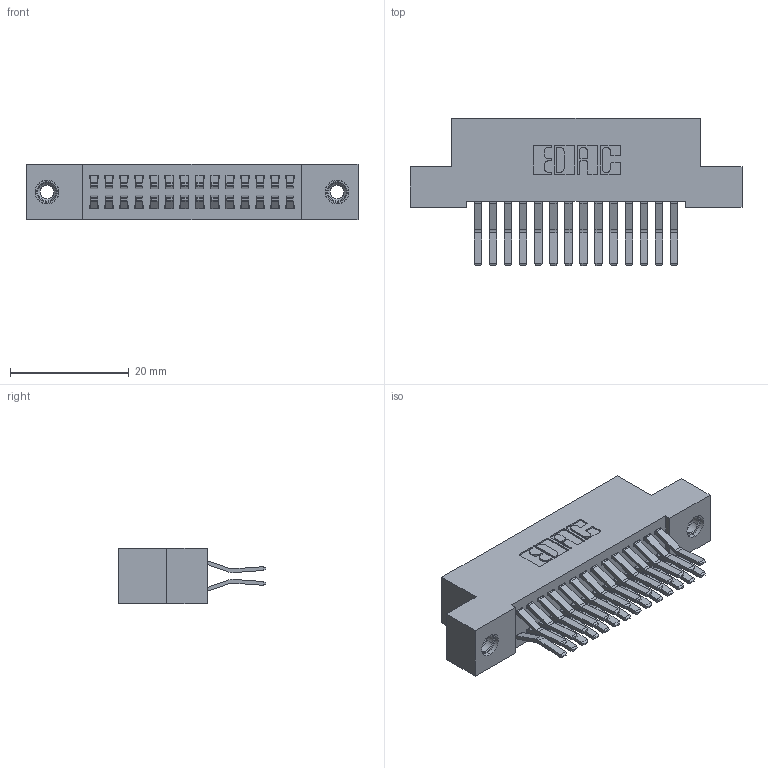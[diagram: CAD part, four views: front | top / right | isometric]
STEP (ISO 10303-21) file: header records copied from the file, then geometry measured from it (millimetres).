
FILE_DESCRIPTION (( 'STEP AP203' ), '1' );
FILE_NAME ('392-028-560-208.STEP', '2018-08-15T21:36:36', ( '' ), ( '' ), 'SwSTEP 2.0', 'SolidWorks 2016', '' );
FILE_SCHEMA (( 'CONFIG_CONTROL_DESIGN' ));
Length unit declared in the file: inch
Products named in the file (4): 342 Part_TI; 345-292-001_560 Tail; 345-250-001_345-250-003-102; 392-028-560-208
Assembly tree (31 placements, depth 2):
  392-028-560-208
    342 Part_TI
    345-292-001_560 Tail  x28
    345-250-001_345-250-003-102  x2
Bounding box: 55.88 x 24.78 x 9.4 mm (x, y, z)
Volume: 5066.4 mm3; surface area: 8008 mm2
Topology: 31 solids, 31 shells, 1682 faces, 4943 edges, 3250 vertices
Faces by surface type: plane 1106, cylinder 560, cone 12, torus 4
Entity records: 13770 total; most frequent: CARTESIAN_POINT 2297, ORIENTED_EDGE 2226, DIRECTION 2047, EDGE_CURVE 1113, VECTOR 961, LINE 961, VERTEX_POINT 736, AXIS2_PLACEMENT_3D 543
